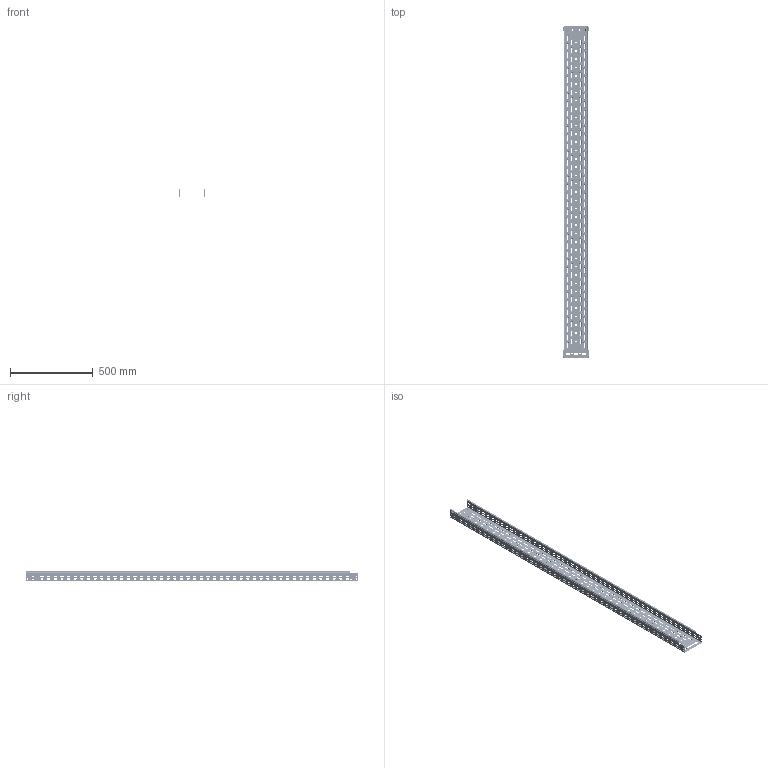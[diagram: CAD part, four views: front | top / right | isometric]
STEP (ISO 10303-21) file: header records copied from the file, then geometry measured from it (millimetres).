
FILE_DESCRIPTION(/* description */ (''),/* implementation_level */ '2;1');
FILE_NAME(/* name */ 'KFL150H60_2.stp',/* time_stamp */ '2020-03-24T12:22:16+01:00',/* author */ ('stanislaw.luczak'),/* organization */ (''),/* preprocessor_version */ 'ST-DEVELOPER v18',/* originating_system */ 'Autodesk Inventor 2020',/* authorisation */ '');
FILE_SCHEMA (('AUTOMOTIVE_DESIGN { 1 0 10303 214 3 1 1 }'));
Products named in the file (1): KFL150H60_2
Bounding box: 155.6 x 2000 x 61.39 mm (x, y, z)
Volume: 370473.4 mm3; surface area: 1046869.7 mm2
Topology: 1 solids, 1 shells, 7132 faces, 17304 edges, 10604 vertices
Faces by surface type: plane 2761, cylinder 2563, torus 1206, cone 600, bspline 2
Full cylindrical faces by diameter (mm): 11 x37
Entity records: 209445 total; most frequent: DIRECTION 38910, CARTESIAN_POINT 35229, ORIENTED_EDGE 34608, EDGE_CURVE 17304, AXIS2_PLACEMENT_3D 14495, VERTEX_POINT 10604, LINE 9920, VECTOR 9920
